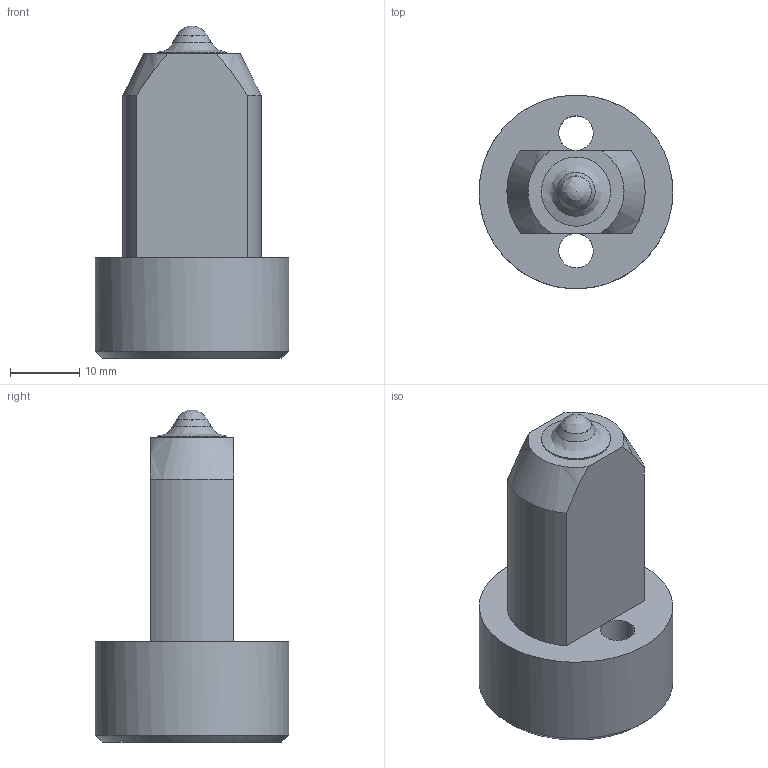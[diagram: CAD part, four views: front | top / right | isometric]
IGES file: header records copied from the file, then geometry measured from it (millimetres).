
Global section: file name: końcówka_rozpylacza,2; native system: 2HAutodesk Inventor 2021; preprocessor: unknown; author: Krzysiek; date: 20201211.222940; units: millimetre
Bounding box: 28 x 27.96 x 48 mm (x, y, z)
Volume: 13220.5 mm3; surface area: 5681.7 mm2
Topology: 1 solids, 1 shells, 37 faces, 132 edges, 90 vertices
Faces by surface type: bspline 37
